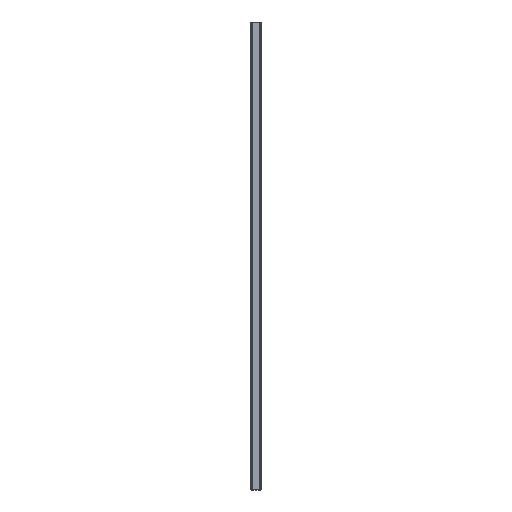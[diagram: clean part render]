
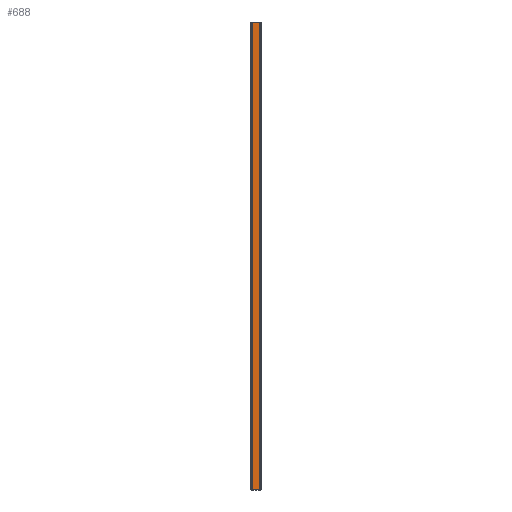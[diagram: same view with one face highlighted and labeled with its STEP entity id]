
A CAD part, top view. The second image highlights one B-rep face of the part: STEP entity #688.
In plain terms, the highlighted planar face has unit normal (0, 0, 1).
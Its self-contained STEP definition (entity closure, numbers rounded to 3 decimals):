
#688=ADVANCED_FACE('',(#1397),#1398,.T.);
#1397=FACE_OUTER_BOUND('',#2120,.T.);
#1398=PLANE('',#2121);
#2120=EDGE_LOOP('',(#4300,#4301,#4302,#4303));
#2121=AXIS2_PLACEMENT_3D('',#4304,#4305,#4306);
#4300=ORIENTED_EDGE('',*,*,#5021,.T.);
#4301=ORIENTED_EDGE('',*,*,#5359,.F.);
#4302=ORIENTED_EDGE('',*,*,#4885,.F.);
#4303=ORIENTED_EDGE('',*,*,#5357,.T.);
#4304=CARTESIAN_POINT('',(0.0,1050.0,22.));
#4305=DIRECTION('',(0.0,0.0,1.0));
#4306=DIRECTION('',(-1.0,0.0,-0.0));
#4885=EDGE_CURVE('',#6057,#6059,#6060,.T.);
#5021=EDGE_CURVE('',#6286,#6284,#6287,.T.);
#5357=EDGE_CURVE('',#6057,#6286,#6714,.T.);
#5359=EDGE_CURVE('',#6059,#6284,#6716,.T.);
#6057=VERTEX_POINT('',#7610);
#6059=VERTEX_POINT('',#7613);
#6060=LINE('',#7614,#7615);
#6284=VERTEX_POINT('',#7927);
#6286=VERTEX_POINT('',#7930);
#6287=LINE('',#7931,#7932);
#6714=LINE('',#8463,#8464);
#6716=LINE('',#8466,#8467);
#7610=CARTESIAN_POINT('',(-8.3,1050.0,22.));
#7613=CARTESIAN_POINT('',(8.3,1050.0,22.));
#7614=CARTESIAN_POINT('',(-8.3,1050.0,22.));
#7615=VECTOR('',#9088,1.0);
#7927=CARTESIAN_POINT('',(8.3,0.0,22.));
#7930=CARTESIAN_POINT('',(-8.3,0.0,22.));
#7931=CARTESIAN_POINT('',(-8.3,0.0,22.));
#7932=VECTOR('',#9244,1.0);
#8463=CARTESIAN_POINT('',(-8.3,1050.0,22.));
#8464=VECTOR('',#9706,1.0);
#8466=CARTESIAN_POINT('',(8.3,1050.0,22.));
#8467=VECTOR('',#9707,1.0);
#9088=DIRECTION('',(1.0,0.0,0.0));
#9244=DIRECTION('',(1.0,0.0,0.0));
#9706=DIRECTION('',(0.0,-1.0,0.0));
#9707=DIRECTION('',(0.0,-1.0,0.0));
